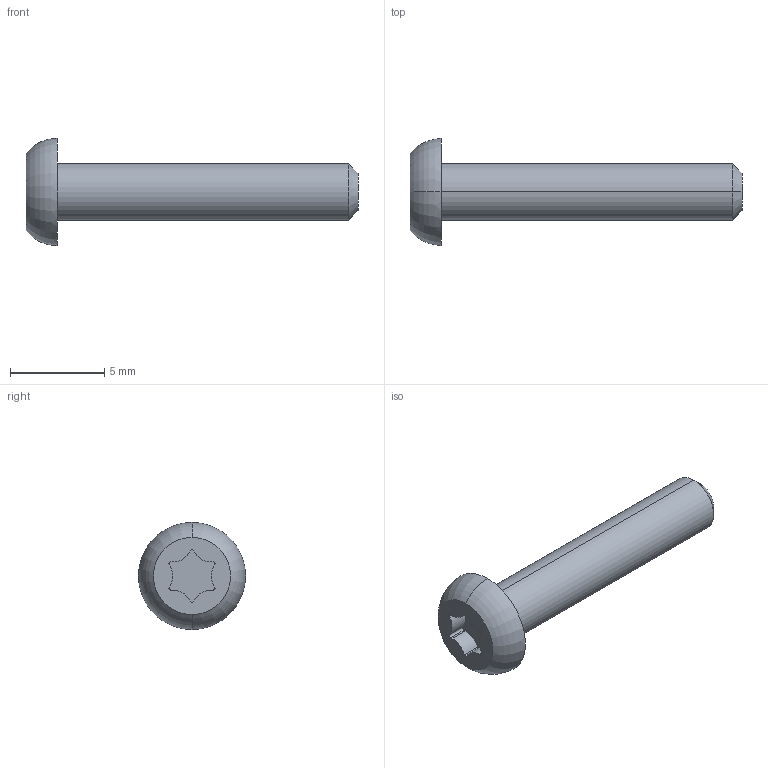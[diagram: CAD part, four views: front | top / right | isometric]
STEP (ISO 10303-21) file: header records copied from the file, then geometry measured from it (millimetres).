
FILE_DESCRIPTION (( 'STEP AP214' ), '1' );
FILE_NAME ('screw TORX ISO7380 BN6404 M3x16.STEP', '2018-11-26T11:33:48', ( '' ), ( '' ), 'SwSTEP 2.0', 'SolidWorks 2016', '' );
FILE_SCHEMA (( 'AUTOMOTIVE_DESIGN' ));
Length unit declared in the file: millimetre
Products named in the file (1): screw TORX ISO7380 BN6404 M3x16
Bounding box: 17.65 x 5.7 x 5.7 mm (x, y, z)
Volume: 143.4 mm3; surface area: 226.1 mm2
Topology: 1 solids, 1 shells, 27 faces, 67 edges, 44 vertices
Faces by surface type: cylinder 19, plane 4, cone 2, torus 2
Entity records: 865 total; most frequent: DIRECTION 169, CARTESIAN_POINT 139, ORIENTED_EDGE 134, AXIS2_PLACEMENT_3D 74, EDGE_CURVE 67, CIRCLE 46, VERTEX_POINT 44, EDGE_LOOP 29
